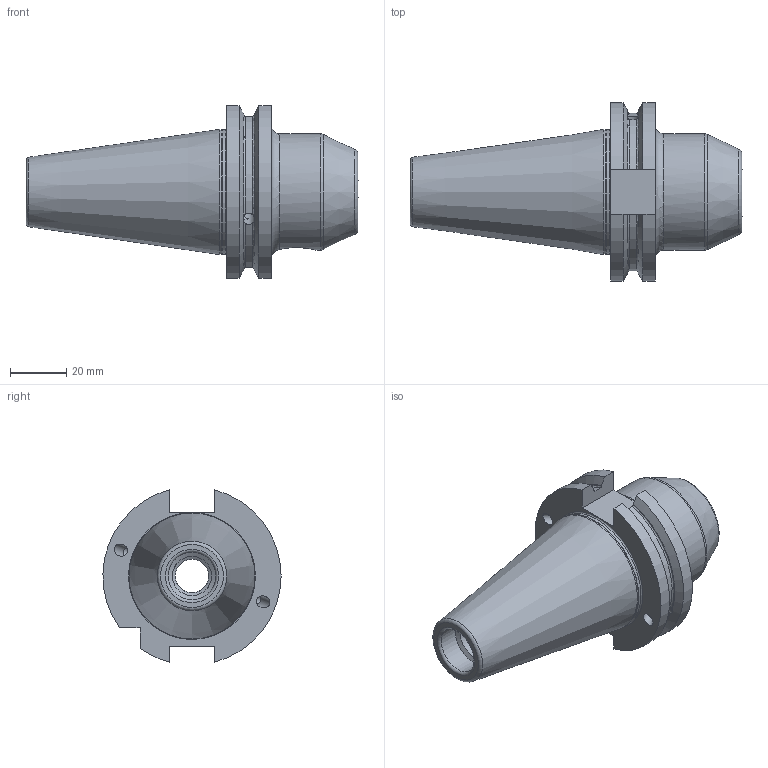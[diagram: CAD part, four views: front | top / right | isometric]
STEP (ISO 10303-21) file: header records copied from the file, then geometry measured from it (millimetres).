
FILE_DESCRIPTION((''),'2;1');
FILE_NAME('7140041-04.stp','2014-03-24T14:19:24',('SCHUESSLER'),(''),'Autodesk Inventor 2012','Autodesk Inventor 2012','');
FILE_SCHEMA(('AUTOMOTIVE_DESIGN { 1 0 10303 214 1 1 1 1 }'));
Length unit declared in the file: millimetre
Products named in the file (1): 7140041-04
Bounding box: 118.4 x 63.54 x 61.48 mm (x, y, z)
Volume: 131225.2 mm3; surface area: 26199.3 mm2
Topology: 1 solids, 1 shells, 79 faces, 232 edges, 152 vertices
Faces by surface type: cylinder 24, plane 23, torus 18, cone 14
Full cylindrical faces by diameter (mm): 2.5 x2, 4.2 x4, 10 x1, 10.106 x1, 12 x1, 14 x1, 17 x1, 41.5 x1, 44.25 x1
Entity records: 2851 total; most frequent: CARTESIAN_POINT 965, DIRECTION 372, ORIENTED_EDGE 370, EDGE_CURVE 185, AXIS2_PLACEMENT_3D 156, VERTEX_POINT 136, EDGE_LOOP 123, FACE_OUTER_BOUND 79
